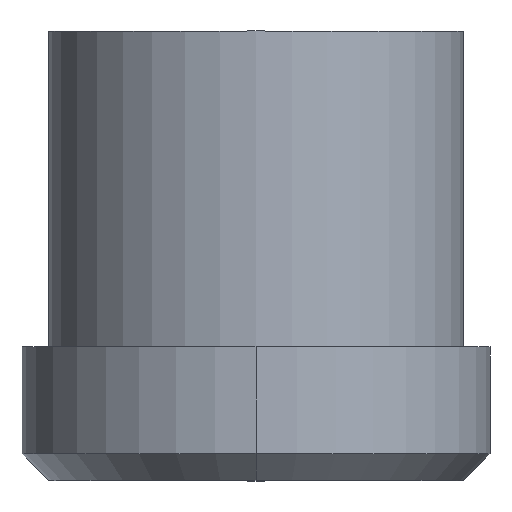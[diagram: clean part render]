
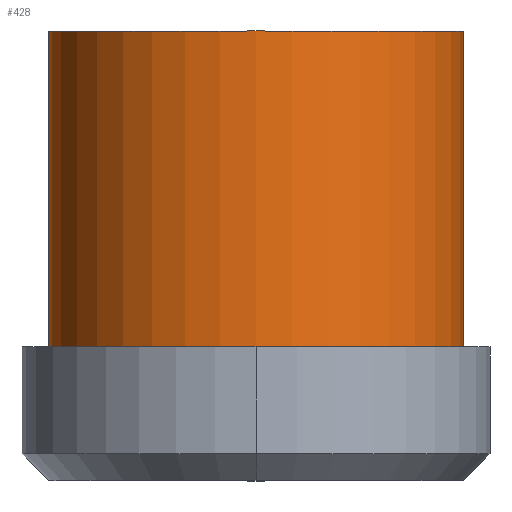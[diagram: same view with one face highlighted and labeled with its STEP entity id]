
A CAD part, top view. The second image highlights one B-rep face of the part: STEP entity #428.
In plain terms, the highlighted cylindrical face has radius 3.937 mm (diameter 7.874 mm), a partial arc.
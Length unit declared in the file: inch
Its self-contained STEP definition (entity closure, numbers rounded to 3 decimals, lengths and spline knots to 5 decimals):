
#215=CARTESIAN_POINT('',(0.,0.1,0.));
#216=DIRECTION('',(0.,1.,0.));
#217=DIRECTION('',(-1.,0.,0.));
#218=AXIS2_PLACEMENT_3D('',#215,#216,#217);
#223=DIRECTION('',(0.,1.,0.));
#224=VECTOR('',#223,0.236);
#225=CARTESIAN_POINT('',(0.155,0.1,0.));
#226=LINE('',#225,#224);
#230=DIRECTION('',(0.,1.,0.));
#231=VECTOR('',#230,0.236);
#232=CARTESIAN_POINT('',(-0.155,0.1,0.));
#233=LINE('',#232,#231);
#245=CARTESIAN_POINT('',(0.,0.336,0.));
#246=DIRECTION('',(0.,1.,0.));
#247=DIRECTION('',(-1.,0.,0.));
#248=AXIS2_PLACEMENT_3D('',#245,#246,#247);
#287=CARTESIAN_POINT('',(0.155,0.336,0.));
#288=CARTESIAN_POINT('',(-0.155,0.336,0.));
#289=VERTEX_POINT('',#287);
#290=VERTEX_POINT('',#288);
#291=CARTESIAN_POINT('',(0.155,0.1,0.));
#292=CARTESIAN_POINT('',(-0.155,0.1,0.));
#293=VERTEX_POINT('',#291);
#294=VERTEX_POINT('',#292);
#416=CARTESIAN_POINT('',(0.,0.1,0.));
#417=DIRECTION('',(0.,1.,0.));
#418=DIRECTION('',(1.,0.,0.));
#419=AXIS2_PLACEMENT_3D('',#416,#417,#418);
#420=CYLINDRICAL_SURFACE('',#419,0.155);
#421=ORIENTED_EDGE('',*,*,#396,.F.);
#422=ORIENTED_EDGE('',*,*,#411,.T.);
#424=ORIENTED_EDGE('',*,*,#423,.T.);
#425=ORIENTED_EDGE('',*,*,#407,.F.);
#426=EDGE_LOOP('',(#421,#422,#424,#425));
#427=FACE_OUTER_BOUND('',#426,.F.);
#428=ADVANCED_FACE('',(#427),#420,.T.);
#219=CIRCLE('',#218,0.155);
#249=CIRCLE('',#248,0.155);
#396=EDGE_CURVE('',#294,#293,#219,.T.);
#407=EDGE_CURVE('',#293,#289,#226,.T.);
#411=EDGE_CURVE('',#294,#290,#233,.T.);
#423=EDGE_CURVE('',#290,#289,#249,.T.);
